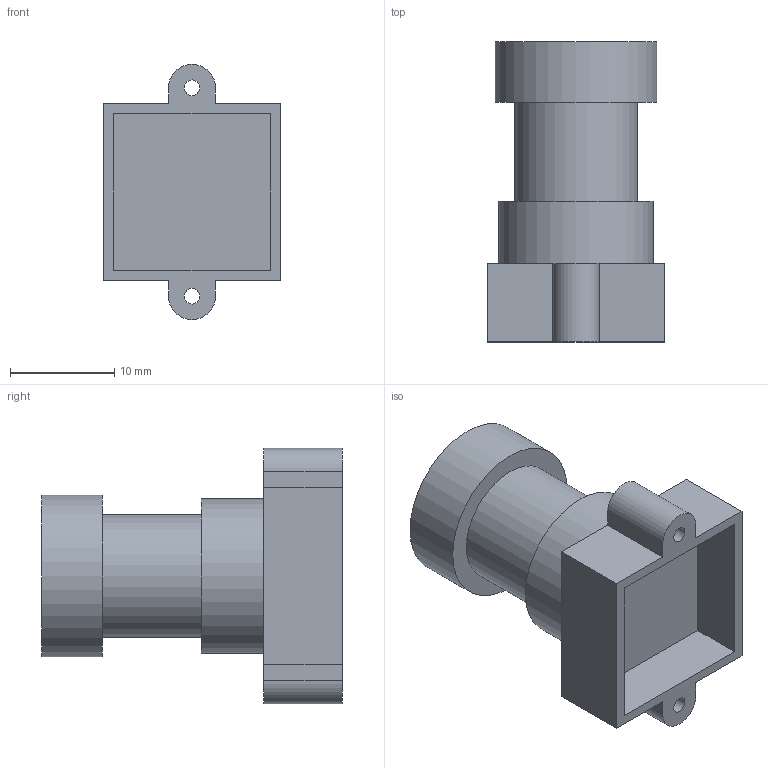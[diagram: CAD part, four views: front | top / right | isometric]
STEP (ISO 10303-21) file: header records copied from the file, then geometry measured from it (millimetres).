
FILE_DESCRIPTION( ( '' ), ' ' );
FILE_NAME( '5873338bb894ee1030e4ceaf.step', '2017-01-09T06:54:04', ( '' ), ( '' ), ' ', ' ', ' ' );
FILE_SCHEMA( ( 'AUTOMOTIVE_DESIGN { 1 0 10303 214 1 1 1 1 }' ) );
Length unit declared in the file: metre
Products named in the file (1): OV07725-V28A
Bounding box: 17 x 28.8 x 24.5 mm (x, y, z)
Volume: 4269.3 mm3; surface area: 2707 mm2
Topology: 1 solids, 1 shells, 29 faces, 66 edges, 44 vertices
Faces by surface type: plane 21, cylinder 8
Full cylindrical faces by diameter (mm): 1.5 x2, 11.8 x1, 13 x1, 14.8 x1, 15.5 x1
Entity records: 1042 total; most frequent: DIRECTION 136, CARTESIAN_POINT 134, ORIENTED_EDGE 120, EDGE_CURVE 60, AXIS2_PLACEMENT_3D 46, EDGE_LOOP 44, VERTEX_POINT 44, LINE 44
